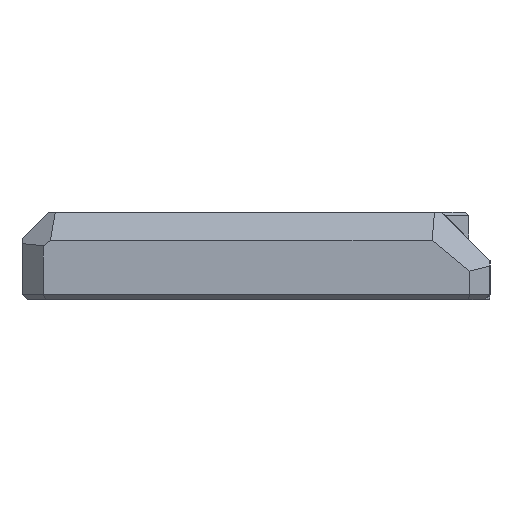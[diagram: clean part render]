
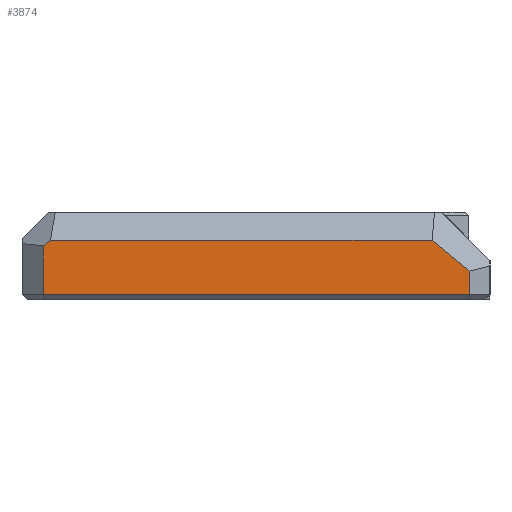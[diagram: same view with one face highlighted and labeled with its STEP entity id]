
A CAD part, left-side view. The second image highlights one B-rep face of the part: STEP entity #3874.
In plain terms, the highlighted planar face has unit normal (-1, 0, 0).
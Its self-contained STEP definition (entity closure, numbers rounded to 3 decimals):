
#141=PLANE('',#4100);
#332=FACE_OUTER_BOUND('',#549,.T.);
#549=EDGE_LOOP('',(#3100,#3101,#3102,#3103,#3104,#3105));
#851=LINE('',#5840,#1337);
#873=LINE('',#5893,#1359);
#920=LINE('',#6105,#1406);
#935=LINE('',#6139,#1421);
#937=LINE('',#6142,#1423);
#938=LINE('',#6143,#1424);
#1337=VECTOR('',#4504,10.);
#1359=VECTOR('',#4532,10.);
#1406=VECTOR('',#4601,10.);
#1421=VECTOR('',#4630,10.);
#1423=VECTOR('',#4634,10.);
#1424=VECTOR('',#4635,10.);
#1869=VERTEX_POINT('',#5838);
#1870=VERTEX_POINT('',#5839);
#1889=VERTEX_POINT('',#5892);
#1924=VERTEX_POINT('',#6100);
#1935=VERTEX_POINT('',#6136);
#1936=VERTEX_POINT('',#6138);
#2279=EDGE_CURVE('',#1869,#1870,#851,.T.);
#2303=EDGE_CURVE('',#1869,#1889,#873,.T.);
#2354=EDGE_CURVE('',#1889,#1924,#920,.T.);
#2370=EDGE_CURVE('',#1936,#1935,#935,.T.);
#2372=EDGE_CURVE('',#1936,#1870,#937,.T.);
#2373=EDGE_CURVE('',#1924,#1935,#938,.T.);
#3100=ORIENTED_EDGE('',*,*,#2279,.T.);
#3101=ORIENTED_EDGE('',*,*,#2372,.F.);
#3102=ORIENTED_EDGE('',*,*,#2370,.T.);
#3103=ORIENTED_EDGE('',*,*,#2373,.F.);
#3104=ORIENTED_EDGE('',*,*,#2354,.F.);
#3105=ORIENTED_EDGE('',*,*,#2303,.F.);
#3874=ADVANCED_FACE('',(#332),#141,.T.);
#4100=AXIS2_PLACEMENT_3D('',#6141,#4632,#4633);
#4504=DIRECTION('',(0.,0.775,0.632));
#4532=DIRECTION('',(0.,0.,-1.));
#4601=DIRECTION('',(0.,1.,0.));
#4630=DIRECTION('',(0.,0.794,-0.607));
#4632=DIRECTION('center_axis',(-1.,0.,0.));
#4633=DIRECTION('ref_axis',(0.,1.,0.));
#4634=DIRECTION('',(0.,-1.,0.));
#4635=DIRECTION('',(0.,0.,1.));
#5838=CARTESIAN_POINT('',(-70.5,-31.822,-8.35));
#5839=CARTESIAN_POINT('',(-70.5,-26.494,-4.));
#5840=CARTESIAN_POINT('',(-70.5,-29.56,-6.503));
#5892=CARTESIAN_POINT('',(-70.5,-31.822,-11.65));
#5893=CARTESIAN_POINT('',(-70.5,-31.822,0.));
#6100=CARTESIAN_POINT('',(-70.5,28.35,-11.65));
#6105=CARTESIAN_POINT('',(-70.5,-18.15,-11.65));
#6136=CARTESIAN_POINT('',(-70.5,28.35,-4.765));
#6138=CARTESIAN_POINT('',(-70.5,27.35,-4.));
#6139=CARTESIAN_POINT('',(-70.5,7.261,11.361));
#6141=CARTESIAN_POINT('Origin',(-70.5,-34.65,0.));
#6142=CARTESIAN_POINT('',(-70.5,-18.15,-4.));
#6143=CARTESIAN_POINT('',(-70.5,28.35,0.));
